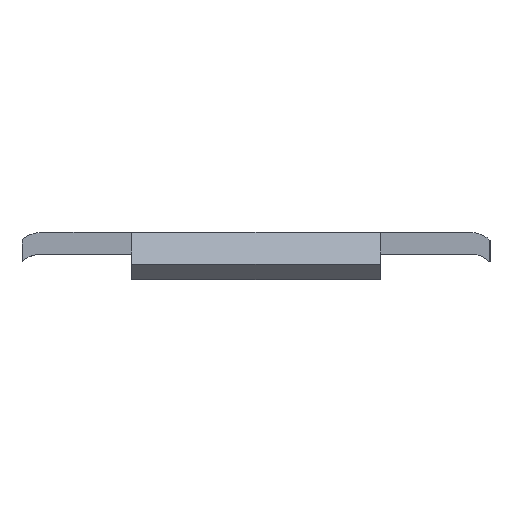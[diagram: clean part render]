
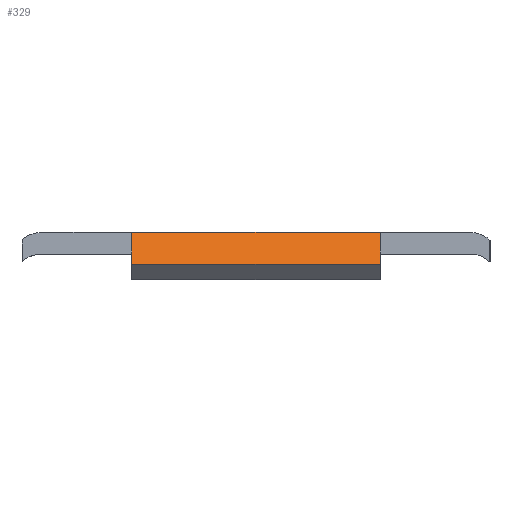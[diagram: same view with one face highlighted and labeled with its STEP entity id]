
A CAD part, left-side view. The second image highlights one B-rep face of the part: STEP entity #329.
In plain terms, the highlighted planar face has unit normal (-0.707, 0, 0.707).
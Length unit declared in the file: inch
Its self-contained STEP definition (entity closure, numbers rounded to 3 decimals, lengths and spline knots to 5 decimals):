
#171=EDGE_CURVE('',#448,#451,#452,.T.);
#181=EDGE_CURVE('',#467,#448,#468,.T.);
#201=EDGE_CURVE('',#422,#498,#499,.T.);
#329=ADVANCED_FACE('',(#678),#679,.T.);
#341=EDGE_CURVE('',#451,#498,#695,.T.);
#383=EDGE_CURVE('',#753,#422,#756,.T.);
#422=VERTEX_POINT('',#794);
#448=VERTEX_POINT('',#851);
#451=VERTEX_POINT('',#856);
#452=LINE('',#857,#858);
#467=VERTEX_POINT('',#890);
#468=LINE('',#891,#892);
#498=VERTEX_POINT('',#949);
#499=LINE('',#950,#951);
#678=FACE_OUTER_BOUND('',#1301,.T.);
#679=PLANE('',#1302);
#695=LINE('',#1337,#1338);
#753=VERTEX_POINT('',#1414);
#756=LINE('',#1419,#1420);
#794=CARTESIAN_POINT('',(0.0188,0.37867,-0.07501));
#851=CARTESIAN_POINT('',(0.0188,1.23978,-0.07501));
#856=CARTESIAN_POINT('',(-0.01646,1.23978,-0.11027));
#857=CARTESIAN_POINT('',(0.07184,1.23978,-0.02197));
#858=VECTOR('',#1460,1.0);
#890=CARTESIAN_POINT('',(0.09381,1.23978,0.));
#891=CARTESIAN_POINT('',(0.07184,1.23978,-0.02197));
#892=VECTOR('',#1480,1.0);
#949=CARTESIAN_POINT('',(-0.01646,0.37867,-0.11027));
#950=CARTESIAN_POINT('',(0.07184,0.37867,-0.02197));
#951=VECTOR('',#1517,1.0);
#1301=EDGE_LOOP('',(#1778,#1779,#1780,#1781,#1782,#1783));
#1302=AXIS2_PLACEMENT_3D('',#1784,#1785,#1786);
#1337=CARTESIAN_POINT('',(-0.01646,0.37867,-0.11027));
#1338=VECTOR('',#1807,1.0);
#1414=CARTESIAN_POINT('',(0.09381,0.37867,0.));
#1419=CARTESIAN_POINT('',(0.07184,0.37867,-0.02197));
#1420=VECTOR('',#1961,1.0);
#1460=DIRECTION('',(-0.707,0.0,-0.707));
#1480=DIRECTION('',(-0.707,0.0,-0.707));
#1517=DIRECTION('',(-0.707,0.0,-0.707));
#1778=ORIENTED_EDGE('',*,*,#341,.T.);
#1779=ORIENTED_EDGE('',*,*,#201,.F.);
#1780=ORIENTED_EDGE('',*,*,#383,.F.);
#1781=ORIENTED_EDGE('',*,*,#2114,.T.);
#1782=ORIENTED_EDGE('',*,*,#181,.T.);
#1783=ORIENTED_EDGE('',*,*,#171,.T.);
#1784=CARTESIAN_POINT('',(0.07184,0.80923,-0.02197));
#1785=DIRECTION('',(-0.707,0.0,0.707));
#1786=DIRECTION('',(0.0,1.0,0.0));
#1807=DIRECTION('',(0.0,-1.0,-0.0));
#1961=DIRECTION('',(-0.707,0.0,-0.707));
#2114=EDGE_CURVE('',#753,#467,#2328,.T.);
#2328=LINE('',#2705,#2706);
#2705=CARTESIAN_POINT('',(0.09381,0.37867,0.));
#2706=VECTOR('',#2798,1.0);
#2798=DIRECTION('',(0.0,1.0,0.0));
